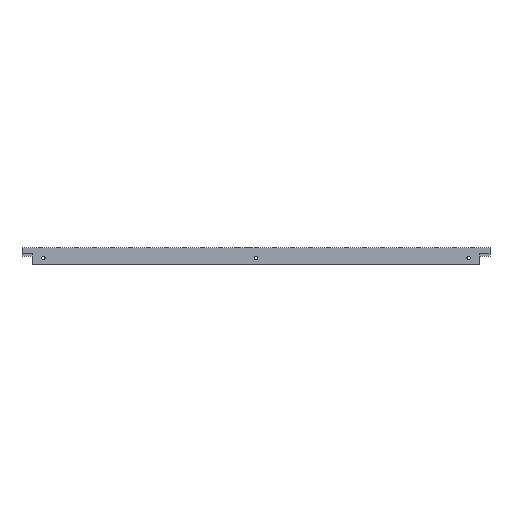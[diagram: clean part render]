
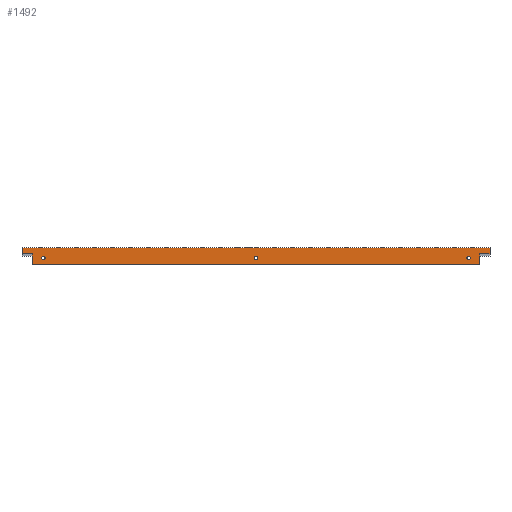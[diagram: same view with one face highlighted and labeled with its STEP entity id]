
A CAD part, left-side view. The second image highlights one B-rep face of the part: STEP entity #1492.
In plain terms, the highlighted planar face has unit normal (-1, 0, 0).
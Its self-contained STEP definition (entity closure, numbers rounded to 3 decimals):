
#121=FACE_BOUND('',#466,.T.);
#122=FACE_BOUND('',#467,.T.);
#123=FACE_BOUND('',#468,.T.);
#277=CIRCLE('',#1678,4.25);
#278=CIRCLE('',#1680,4.25);
#279=CIRCLE('',#1682,4.25);
#345=FACE_OUTER_BOUND('',#465,.T.);
#465=EDGE_LOOP('',(#1348,#1349,#1350,#1351,#1352,#1353,#1354,#1355));
#466=EDGE_LOOP('',(#1356));
#467=EDGE_LOOP('',(#1357));
#468=EDGE_LOOP('',(#1358));
#522=LINE('',#2135,#611);
#526=LINE('',#2142,#615);
#529=LINE('',#2150,#618);
#532=LINE('',#2156,#621);
#540=LINE('',#2171,#629);
#542=LINE('',#2174,#631);
#604=LINE('',#2511,#693);
#607=LINE('',#2516,#696);
#611=VECTOR('',#1696,10.);
#615=VECTOR('',#1702,10.);
#618=VECTOR('',#1707,10.);
#621=VECTOR('',#1712,10.);
#629=VECTOR('',#1722,10.);
#631=VECTOR('',#1726,10.);
#693=VECTOR('',#2114,10.);
#696=VECTOR('',#2121,10.);
#700=VERTEX_POINT('',#2132);
#701=VERTEX_POINT('',#2134);
#703=VERTEX_POINT('',#2140);
#706=VERTEX_POINT('',#2147);
#707=VERTEX_POINT('',#2149);
#709=VERTEX_POINT('',#2155);
#715=VERTEX_POINT('',#2169);
#820=VERTEX_POINT('',#2486);
#821=VERTEX_POINT('',#2490);
#822=VERTEX_POINT('',#2494);
#826=VERTEX_POINT('',#2508);
#830=EDGE_CURVE('',#701,#700,#522,.T.);
#834=EDGE_CURVE('',#700,#703,#526,.T.);
#837=EDGE_CURVE('',#707,#706,#529,.T.);
#840=EDGE_CURVE('',#709,#707,#532,.T.);
#848=EDGE_CURVE('',#715,#706,#540,.T.);
#850=EDGE_CURVE('',#709,#703,#542,.T.);
#1006=EDGE_CURVE('',#820,#820,#277,.T.);
#1008=EDGE_CURVE('',#821,#821,#278,.T.);
#1010=EDGE_CURVE('',#822,#822,#279,.T.);
#1018=EDGE_CURVE('',#826,#715,#604,.T.);
#1021=EDGE_CURVE('',#701,#826,#607,.T.);
#1348=ORIENTED_EDGE('',*,*,#834,.T.);
#1349=ORIENTED_EDGE('',*,*,#850,.F.);
#1350=ORIENTED_EDGE('',*,*,#840,.T.);
#1351=ORIENTED_EDGE('',*,*,#837,.T.);
#1352=ORIENTED_EDGE('',*,*,#848,.F.);
#1353=ORIENTED_EDGE('',*,*,#1018,.F.);
#1354=ORIENTED_EDGE('',*,*,#1021,.F.);
#1355=ORIENTED_EDGE('',*,*,#830,.T.);
#1356=ORIENTED_EDGE('',*,*,#1006,.T.);
#1357=ORIENTED_EDGE('',*,*,#1008,.T.);
#1358=ORIENTED_EDGE('',*,*,#1010,.T.);
#1425=PLANE('',#1688);
#1492=ADVANCED_FACE('',(#345,#121,#122,#123),#1425,.T.);
#1678=AXIS2_PLACEMENT_3D('',#2487,#2089,#2090);
#1680=AXIS2_PLACEMENT_3D('',#2491,#2094,#2095);
#1682=AXIS2_PLACEMENT_3D('',#2495,#2099,#2100);
#1688=AXIS2_PLACEMENT_3D('',#2518,#2123,#2124);
#1696=DIRECTION('',(0.,-1.,0.));
#1702=DIRECTION('',(0.,0.,-1.));
#1707=DIRECTION('',(0.,-1.,0.));
#1712=DIRECTION('',(0.,0.,1.));
#1722=DIRECTION('',(0.,0.,-1.));
#1726=DIRECTION('',(0.,1.,0.));
#2089=DIRECTION('center_axis',(1.,0.,0.));
#2090=DIRECTION('ref_axis',(0.,-1.,0.));
#2094=DIRECTION('center_axis',(1.,0.,0.));
#2095=DIRECTION('ref_axis',(0.,-1.,0.));
#2099=DIRECTION('center_axis',(1.,0.,0.));
#2100=DIRECTION('ref_axis',(0.,-1.,0.));
#2114=DIRECTION('',(0.,-1.,0.));
#2121=DIRECTION('',(0.,0.,1.));
#2123=DIRECTION('center_axis',(-1.,0.,0.));
#2124=DIRECTION('ref_axis',(0.,0.,1.));
#2132=CARTESIAN_POINT('',(-42.5,552.85,-13.));
#2134=CARTESIAN_POINT('',(-42.5,577.85,-13.));
#2135=CARTESIAN_POINT('',(-42.5,276.425,-13.));
#2140=CARTESIAN_POINT('',(-42.5,552.85,-38.));
#2142=CARTESIAN_POINT('',(-42.5,552.85,-18.5));
#2147=CARTESIAN_POINT('',(-42.5,-577.85,-13.));
#2149=CARTESIAN_POINT('',(-42.5,-552.85,-13.));
#2150=CARTESIAN_POINT('',(-42.5,-288.925,-13.));
#2155=CARTESIAN_POINT('',(-42.5,-552.85,-38.));
#2156=CARTESIAN_POINT('',(-42.5,-552.85,-6.));
#2169=CARTESIAN_POINT('',(-42.5,-577.85,2.));
#2171=CARTESIAN_POINT('',(-42.5,-577.85,2.));
#2174=CARTESIAN_POINT('',(-42.5,-577.85,-38.));
#2486=CARTESIAN_POINT('',(-42.5,-520.75,-23.));
#2487=CARTESIAN_POINT('Origin',(-42.5,-525.,-23.));
#2490=CARTESIAN_POINT('',(-42.5,529.25,-23.));
#2491=CARTESIAN_POINT('Origin',(-42.5,525.,-23.));
#2494=CARTESIAN_POINT('',(-42.5,4.25,-23.));
#2495=CARTESIAN_POINT('Origin',(-42.5,0.,-23.));
#2508=CARTESIAN_POINT('',(-42.5,577.85,2.));
#2511=CARTESIAN_POINT('',(-42.5,0.,2.));
#2516=CARTESIAN_POINT('',(-42.5,577.85,-38.));
#2518=CARTESIAN_POINT('Origin',(-42.5,0.,1.));
